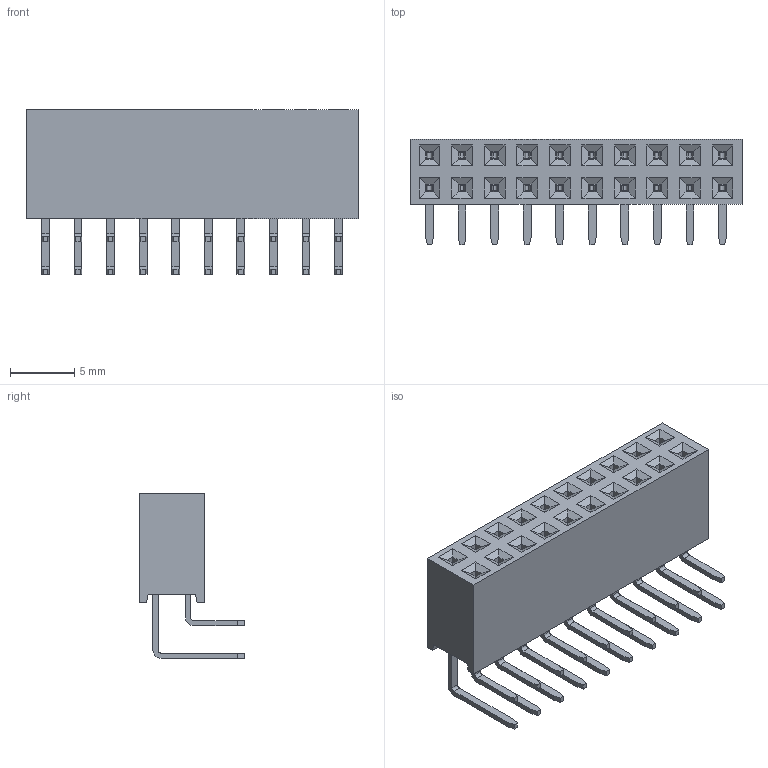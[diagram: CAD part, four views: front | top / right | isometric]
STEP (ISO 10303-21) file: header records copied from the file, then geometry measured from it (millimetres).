
FILE_DESCRIPTION (( 'STEP AP214' ), '1' );
FILE_NAME ('PPTC102LJBN-RC.STEP', '2021-06-30T22:33:52', ( '' ), ( '' ), 'SwSTEP 2.0', 'SolidWorks 2017', '' );
FILE_SCHEMA (( 'AUTOMOTIVE_DESIGN' ));
Length unit declared in the file: inch
Products named in the file (1): PPTC102LJBN-RC
Bounding box: 25.91 x 8.23 x 12.85 mm (x, y, z)
Volume: 1049.6 mm3; surface area: 1777.1 mm2
Topology: 21 solids, 21 shells, 570 faces, 1504 edges, 976 vertices
Faces by surface type: plane 430, cylinder 140
Entity records: 17748 total; most frequent: CARTESIAN_POINT 3051, ORIENTED_EDGE 3008, DIRECTION 2926, EDGE_CURVE 1504, LINE 1224, VECTOR 1224, VERTEX_POINT 976, AXIS2_PLACEMENT_3D 851
